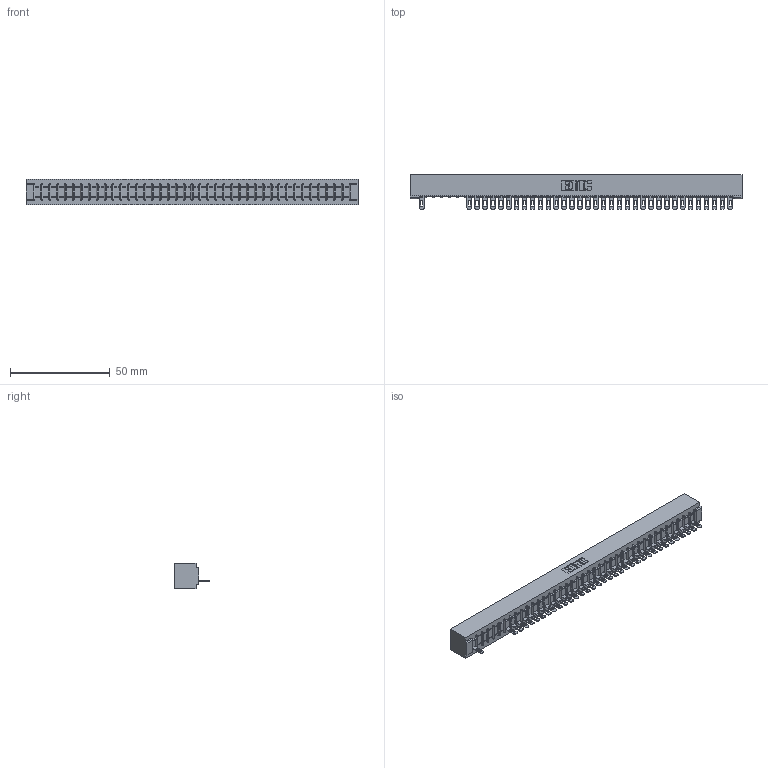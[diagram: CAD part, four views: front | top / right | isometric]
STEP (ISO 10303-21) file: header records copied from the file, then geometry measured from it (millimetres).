
FILE_DESCRIPTION (( 'STEP AP203' ), '1' );
FILE_NAME ('357-040-501-101.STEP', '2018-08-11T05:12:38', ( '' ), ( '' ), 'SwSTEP 2.0', 'SolidWorks 2016', '' );
FILE_SCHEMA (( 'CONFIG_CONTROL_DESIGN' ));
Length unit declared in the file: inch
Products named in the file (3): 307 Part_No Mounting Lugs; 307-290-002_501; 357-040-501-101
Assembly tree (36 placements, depth 2):
  357-040-501-101
    307 Part_No Mounting Lugs
    307-290-002_501  x35
Bounding box: 166.37 x 17.42 x 12.7 mm (x, y, z)
Volume: 18232.3 mm3; surface area: 22540 mm2
Topology: 36 solids, 36 shells, 2911 faces, 8949 edges, 5854 vertices
Faces by surface type: plane 1666, cylinder 1163, sphere 82
Entity records: 34894 total; most frequent: CARTESIAN_POINT 5907, ORIENTED_EDGE 5902, DIRECTION 5737, EDGE_CURVE 2951, LINE 2257, VECTOR 2257, VERTEX_POINT 1910, AXIS2_PLACEMENT_3D 1740
